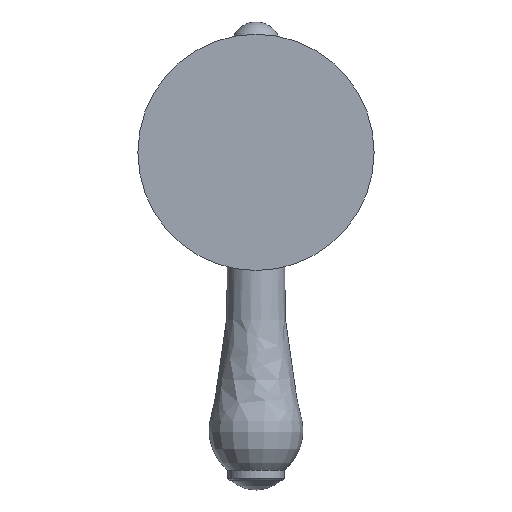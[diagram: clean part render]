
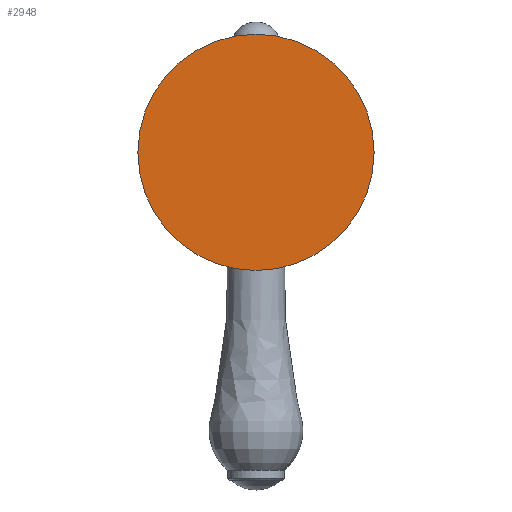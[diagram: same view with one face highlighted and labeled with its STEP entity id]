
A CAD part, front view. The second image highlights one B-rep face of the part: STEP entity #2948.
In plain terms, the highlighted planar face has unit normal (0, -1, 0).
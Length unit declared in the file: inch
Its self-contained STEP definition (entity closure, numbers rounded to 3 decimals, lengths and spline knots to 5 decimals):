
#2=CARTESIAN_POINT('',(0.,0.,0.));
#3=DIRECTION('',(0.,-1.,0.));
#4=DIRECTION('',(1.,0.,0.));
#5=AXIS2_PLACEMENT_3D('',#2,#3,#4);
#7=CARTESIAN_POINT('',(0.,0.,0.));
#8=DIRECTION('',(0.,1.,0.));
#9=DIRECTION('',(1.,0.,0.));
#10=AXIS2_PLACEMENT_3D('',#7,#8,#9);
#2506=CARTESIAN_POINT('',(1.18,0.,0.));
#2507=CARTESIAN_POINT('',(-1.18,0.,0.));
#2508=VERTEX_POINT('',#2506);
#2509=VERTEX_POINT('',#2507);
#2938=CARTESIAN_POINT('',(0.,0.,0.));
#2939=DIRECTION('',(0.,-1.,0.));
#2940=DIRECTION('',(-1.,0.,0.));
#2941=AXIS2_PLACEMENT_3D('',#2938,#2939,#2940);
#2942=PLANE('',#2941);
#2943=ORIENTED_EDGE('',*,*,#2927,.F.);
#2945=ORIENTED_EDGE('',*,*,#2944,.T.);
#2946=EDGE_LOOP('',(#2943,#2945));
#2947=FACE_OUTER_BOUND('',#2946,.F.);
#2948=ADVANCED_FACE('',(#2947),#2942,.T.);
#6=CIRCLE('',#5,1.18);
#11=CIRCLE('',#10,1.18);
#2927=EDGE_CURVE('',#2508,#2509,#6,.T.);
#2944=EDGE_CURVE('',#2508,#2509,#11,.T.);
